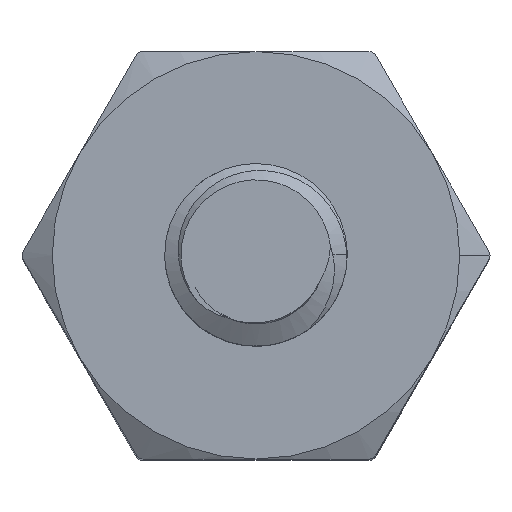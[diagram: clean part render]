
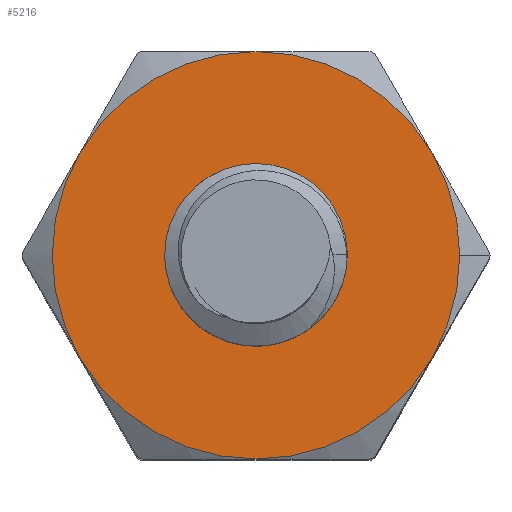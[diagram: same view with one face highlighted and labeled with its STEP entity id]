
A CAD part, top view. The second image highlights one B-rep face of the part: STEP entity #5216.
In plain terms, the highlighted planar face has unit normal (0, 0, 1).
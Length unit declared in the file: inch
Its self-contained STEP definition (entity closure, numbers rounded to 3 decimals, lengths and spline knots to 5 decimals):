
#126 = AXIS2_PLACEMENT_3D ( 'NONE', #4344, #3753, #375 ) ;
#232 = CARTESIAN_POINT ( 'NONE',  ( 0., 0., 0.5 ) ) ;
#279 = DIRECTION ( 'NONE',  ( 1., 0., 0. ) ) ;
#371 = AXIS2_PLACEMENT_3D ( 'NONE', #2846, #2864, #2774 ) ;
#375 = DIRECTION ( 'NONE',  ( 1., 0., 0. ) ) ;
#419 = EDGE_CURVE ( 'NONE', #3811, #5040, #4175, .T. ) ;
#638 = CIRCLE ( 'NONE', #371, 0.125 ) ;
#643 = DIRECTION ( 'NONE',  ( 0., 0., -1. ) ) ;
#681 = CIRCLE ( 'NONE', #3982, 0.125 ) ;
#689 = EDGE_LOOP ( 'NONE', ( #4474, #2039 ) ) ;
#698 = CARTESIAN_POINT ( 'NONE',  ( 0., 0., 0.5 ) ) ;
#702 = CARTESIAN_POINT ( 'NONE',  ( 0., 0., 0.5 ) ) ;
#719 = AXIS2_PLACEMENT_3D ( 'NONE', #4009, #3531, #1920 ) ;
#801 = DIRECTION ( 'NONE',  ( 1., 0., 0. ) ) ;
#827 = ORIENTED_EDGE ( 'NONE', *, *, #4056, .T. ) ;
#829 = CARTESIAN_POINT ( 'NONE',  ( 0., -0.125, 0.5 ) ) ;
#869 = EDGE_CURVE ( 'NONE', #2282, #3185, #3994, .T. ) ;
#882 = FACE_BOUND ( 'NONE', #689, .T. ) ;
#1026 = CARTESIAN_POINT ( 'NONE',  ( 0.10825, 0.0625, 0.5 ) ) ;
#1043 = ORIENTED_EDGE ( 'NONE', *, *, #5047, .T. ) ;
#1123 = AXIS2_PLACEMENT_3D ( 'NONE', #2033, #2066, #2053 ) ;
#1263 = DIRECTION ( 'NONE',  ( 1., 0., 0. ) ) ;
#1273 = ORIENTED_EDGE ( 'NONE', *, *, #4160, .T. ) ;
#1326 = VERTEX_POINT ( 'NONE', #5192 ) ;
#1449 = AXIS2_PLACEMENT_3D ( 'NONE', #4032, #3983, #3996 ) ;
#1459 = ORIENTED_EDGE ( 'NONE', *, *, #2343, .T. ) ;
#1595 = ORIENTED_EDGE ( 'NONE', *, *, #2874, .T. ) ;
#1614 = AXIS2_PLACEMENT_3D ( 'NONE', #698, #3249, #801 ) ;
#1671 = CIRCLE ( 'NONE', #1449, 0.125 ) ;
#1712 = VERTEX_POINT ( 'NONE', #1026 ) ;
#1765 = EDGE_LOOP ( 'NONE', ( #3892, #1459, #827, #1273, #1595, #1043, #1863 ) ) ;
#1773 = CIRCLE ( 'NONE', #1123, 0.125 ) ;
#1863 = ORIENTED_EDGE ( 'NONE', *, *, #869, .T. ) ;
#1920 = DIRECTION ( 'NONE',  ( 1., 0., 0. ) ) ;
#1997 = CIRCLE ( 'NONE', #1614, 0.125 ) ;
#2033 = CARTESIAN_POINT ( 'NONE',  ( 0., 0., 0.5 ) ) ;
#2039 = ORIENTED_EDGE ( 'NONE', *, *, #3949, .T. ) ;
#2053 = DIRECTION ( 'NONE',  ( 1., 0., 0. ) ) ;
#2066 = DIRECTION ( 'NONE',  ( 0., 0., 1. ) ) ;
#2178 = AXIS2_PLACEMENT_3D ( 'NONE', #232, #643, #1263 ) ;
#2231 = CIRCLE ( 'NONE', #3777, 0.125 ) ;
#2282 = VERTEX_POINT ( 'NONE', #829 ) ;
#2343 = EDGE_CURVE ( 'NONE', #1326, #1712, #1997, .T. ) ;
#2724 = VERTEX_POINT ( 'NONE', #4132 ) ;
#2748 = DIRECTION ( 'NONE',  ( 0., 0., 1. ) ) ;
#2774 = DIRECTION ( 'NONE',  ( 1., 0., 0. ) ) ;
#2846 = CARTESIAN_POINT ( 'NONE',  ( 0., 0., 0.5 ) ) ;
#2864 = DIRECTION ( 'NONE',  ( 0., 0., 1. ) ) ;
#2874 = EDGE_CURVE ( 'NONE', #4145, #2724, #681, .T. ) ;
#2963 = AXIS2_PLACEMENT_3D ( 'NONE', #4616, #4940, #4569 ) ;
#3098 = CIRCLE ( 'NONE', #719, 0.04505 ) ;
#3145 = DIRECTION ( 'NONE',  ( 0., 0., 1. ) ) ;
#3185 = VERTEX_POINT ( 'NONE', #5291 ) ;
#3217 = CARTESIAN_POINT ( 'NONE',  ( -0.04505, 0., 0.5 ) ) ;
#3249 = DIRECTION ( 'NONE',  ( 0., 0., 1. ) ) ;
#3389 = CARTESIAN_POINT ( 'NONE',  ( 0., 0.125, 0.5 ) ) ;
#3531 = DIRECTION ( 'NONE',  ( 0., 0., -1. ) ) ;
#3676 = CARTESIAN_POINT ( 'NONE',  ( -0.10825, 0.0625, 0.5 ) ) ;
#3686 = CARTESIAN_POINT ( 'NONE',  ( 0., 0., 0.5 ) ) ;
#3753 = DIRECTION ( 'NONE',  ( 0., 0., 1. ) ) ;
#3777 = AXIS2_PLACEMENT_3D ( 'NONE', #702, #3145, #279 ) ;
#3811 = VERTEX_POINT ( 'NONE', #5099 ) ;
#3818 = VERTEX_POINT ( 'NONE', #3389 ) ;
#3892 = ORIENTED_EDGE ( 'NONE', *, *, #4314, .T. ) ;
#3949 = EDGE_CURVE ( 'NONE', #5040, #3811, #3098, .T. ) ;
#3982 = AXIS2_PLACEMENT_3D ( 'NONE', #3686, #2748, #4118 ) ;
#3983 = DIRECTION ( 'NONE',  ( 0., 0., 1. ) ) ;
#3994 = CIRCLE ( 'NONE', #126, 0.125 ) ;
#3996 = DIRECTION ( 'NONE',  ( 1., 0., 0. ) ) ;
#4009 = CARTESIAN_POINT ( 'NONE',  ( 0., 0., 0.5 ) ) ;
#4014 = FACE_OUTER_BOUND ( 'NONE', #1765, .T. ) ;
#4032 = CARTESIAN_POINT ( 'NONE',  ( 0., 0., 0.5 ) ) ;
#4056 = EDGE_CURVE ( 'NONE', #1712, #3818, #1671, .T. ) ;
#4118 = DIRECTION ( 'NONE',  ( 1., 0., 0. ) ) ;
#4132 = CARTESIAN_POINT ( 'NONE',  ( -0.10825, -0.0625, 0.5 ) ) ;
#4145 = VERTEX_POINT ( 'NONE', #3676 ) ;
#4160 = EDGE_CURVE ( 'NONE', #3818, #4145, #638, .T. ) ;
#4175 = CIRCLE ( 'NONE', #2178, 0.04505 ) ;
#4314 = EDGE_CURVE ( 'NONE', #3185, #1326, #2231, .T. ) ;
#4344 = CARTESIAN_POINT ( 'NONE',  ( 0., 0., 0.5 ) ) ;
#4474 = ORIENTED_EDGE ( 'NONE', *, *, #419, .T. ) ;
#4569 = DIRECTION ( 'NONE',  ( 1., 0., 0. ) ) ;
#4616 = CARTESIAN_POINT ( 'NONE',  ( 0.14434, 0., 0.5 ) ) ;
#4659 = PLANE ( 'NONE',  #2963 ) ;
#4940 = DIRECTION ( 'NONE',  ( 0., 0., 1. ) ) ;
#5040 = VERTEX_POINT ( 'NONE', #3217 ) ;
#5047 = EDGE_CURVE ( 'NONE', #2724, #2282, #1773, .T. ) ;
#5099 = CARTESIAN_POINT ( 'NONE',  ( 0.04505, 0., 0.5 ) ) ;
#5192 = CARTESIAN_POINT ( 'NONE',  ( 0.125, 0., 0.5 ) ) ;
#5216 = ADVANCED_FACE ( 'NONE', ( #882, #4014 ), #4659, .T. ) ;
#5291 = CARTESIAN_POINT ( 'NONE',  ( 0.10825, -0.0625, 0.5 ) ) ;
